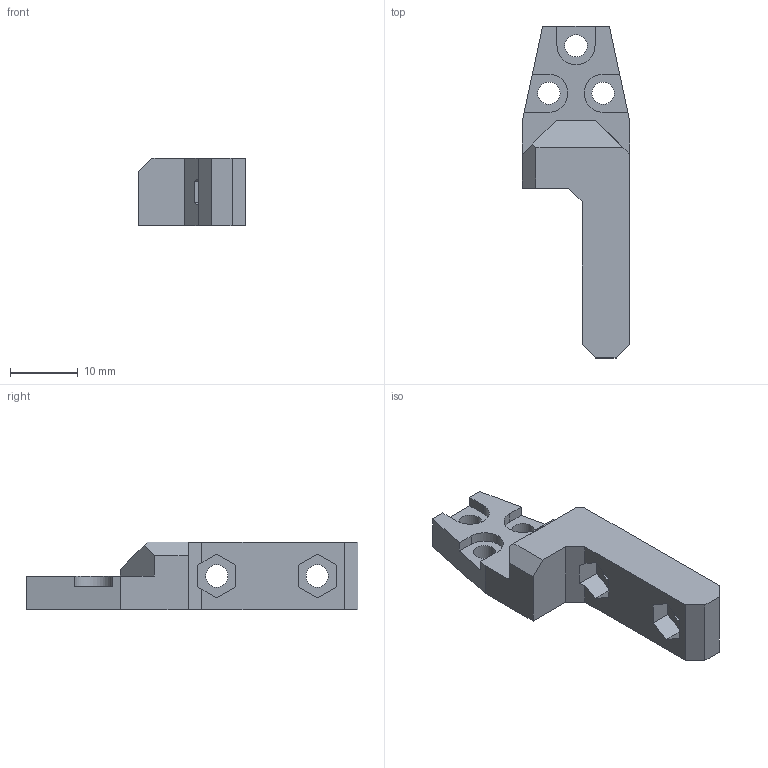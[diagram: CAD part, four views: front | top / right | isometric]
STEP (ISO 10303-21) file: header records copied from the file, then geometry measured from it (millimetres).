
FILE_DESCRIPTION(/* description */ (''),/* implementation_level */ '2;1');
FILE_NAME(/* name */ 'cable_guide_mount.step',/* time_stamp */ '2022-06-27T14:14:18+01:00',/* author */ (''),/* organization */ (''),/* preprocessor_version */ 'ST-DEVELOPER v19',/* originating_system */ 'Autodesk Translation Framework v11.7.0.108',/* authorisation */ '');
FILE_SCHEMA (('AUTOMOTIVE_DESIGN { 1 0 10303 214 3 1 1 }'));
Length unit declared in the file: millimetre
Products named in the file (1): cable_guide_mount
Bounding box: 15.8 x 48.9 x 10 mm (x, y, z)
Volume: 3543.7 mm3; surface area: 2307.8 mm2
Topology: 1 solids, 1 shells, 50 faces, 141 edges, 94 vertices
Faces by surface type: plane 42, cylinder 8
Full cylindrical faces by diameter (mm): 3.3 x5
Entity records: 1654 total; most frequent: CARTESIAN_POINT 286, ORIENTED_EDGE 282, DIRECTION 259, EDGE_CURVE 141, LINE 125, VECTOR 125, VERTEX_POINT 94, AXIS2_PLACEMENT_3D 67
